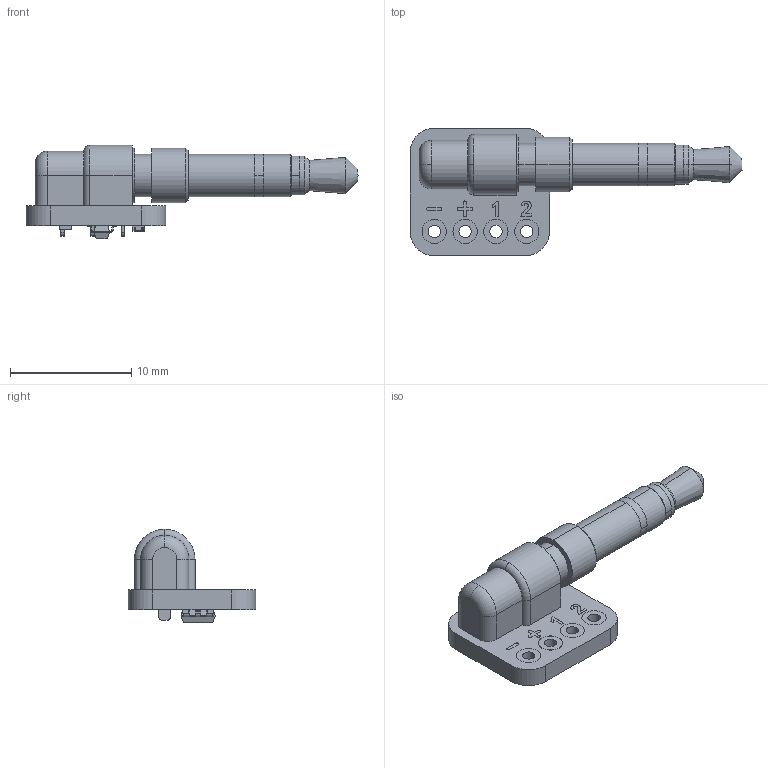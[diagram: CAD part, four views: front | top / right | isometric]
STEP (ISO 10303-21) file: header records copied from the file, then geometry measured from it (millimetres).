
FILE_DESCRIPTION (( 'STEP AP214' ), '1' );
FILE_NAME ('x-IMU3-SA-A2.step', '2023-12-08T19:45:31', ( '' ), ( '' ), 'SwSTEP 2.0', 'SolidWorks 2018', '' );
FILE_SCHEMA (( 'AUTOMOTIVE_DESIGN' ));
Length unit declared in the file: millimetre
Products named in the file (1): x-IMU3-SA-A2
Bounding box: 27.35 x 10.5 x 7.71 mm (x, y, z)
Volume: 518.7 mm3; surface area: 859.3 mm2
Topology: 21 solids, 21 shells, 711 faces, 1748 edges, 1124 vertices
Faces by surface type: plane 430, cylinder 134, bspline 117, sphere 16, cone 10, torus 4
Entity records: 33820 total; most frequent: CARTESIAN_POINT 9853, ORIENTED_EDGE 3480, DIRECTION 2813, EDGE_CURVE 1740, VECTOR 1165, LINE 1165, VERTEX_POINT 1124, AXIS2_PLACEMENT_3D 824
